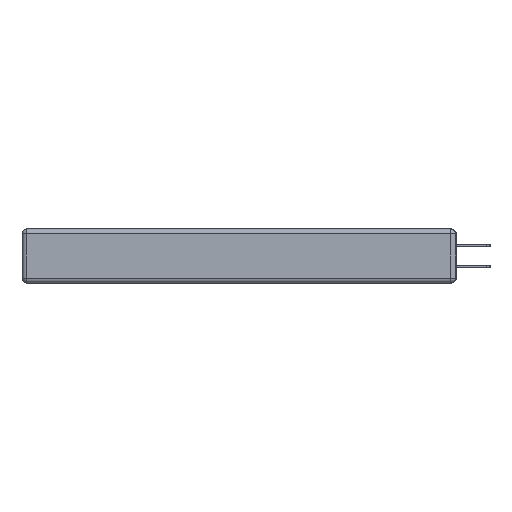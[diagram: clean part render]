
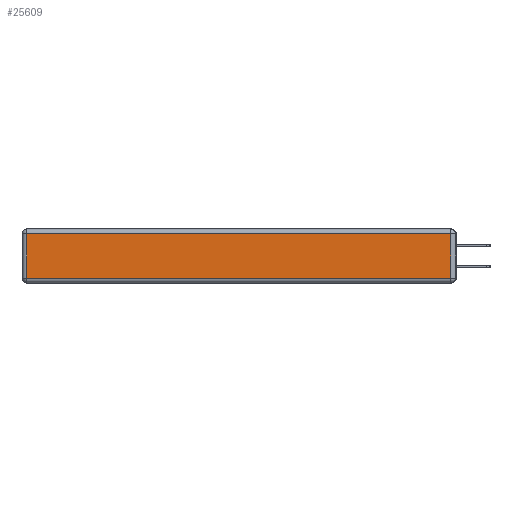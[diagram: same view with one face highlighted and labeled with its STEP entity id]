
A CAD part, left-side view. The second image highlights one B-rep face of the part: STEP entity #25609.
In plain terms, the highlighted planar face has unit normal (-1, 0, 0).
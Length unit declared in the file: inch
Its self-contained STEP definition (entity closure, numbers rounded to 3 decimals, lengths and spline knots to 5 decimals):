
#1491 = CARTESIAN_POINT ( 'NONE',  ( 0., 0., -0.343 ) ) ;
#1601 = PLANE ( 'NONE',  #12886 ) ;
#1705 = CARTESIAN_POINT ( 'NONE',  ( 0., 2.75, -0.03 ) ) ;
#2712 = EDGE_CURVE ( 'NONE', #12294, #10202, #29503, .T. ) ;
#4031 = EDGE_LOOP ( 'NONE', ( #24096, #27555, #18698, #23182 ) ) ;
#4127 = DIRECTION ( 'NONE',  ( 0., 0., 1. ) ) ;
#8637 = CARTESIAN_POINT ( 'NONE',  ( 0., 2.72, -0.03 ) ) ;
#9947 = LINE ( 'NONE', #13978, #10371 ) ;
#10202 = VERTEX_POINT ( 'NONE', #8637 ) ;
#10371 = VECTOR ( 'NONE', #24516, 39.37008 ) ;
#10688 = VERTEX_POINT ( 'NONE', #13552 ) ;
#11606 = DIRECTION ( 'NONE',  ( 0., 1., 0. ) ) ;
#11607 = DIRECTION ( 'NONE',  ( 0., 0., 1. ) ) ;
#12294 = VERTEX_POINT ( 'NONE', #27501 ) ;
#12886 = AXIS2_PLACEMENT_3D ( 'NONE', #1491, #19287, #4127 ) ;
#13034 = LINE ( 'NONE', #26680, #28849 ) ;
#13552 = CARTESIAN_POINT ( 'NONE',  ( 0., 0.03, -0.313 ) ) ;
#13978 = CARTESIAN_POINT ( 'NONE',  ( 0., 2.72, -0.343 ) ) ;
#15362 = EDGE_CURVE ( 'NONE', #10202, #19706, #9947, .T. ) ;
#15424 = CARTESIAN_POINT ( 'NONE',  ( 0., 0., -0.313 ) ) ;
#17859 = DIRECTION ( 'NONE',  ( 0., -1., 0. ) ) ;
#18698 = ORIENTED_EDGE ( 'NONE', *, *, #2712, .T. ) ;
#18845 = VECTOR ( 'NONE', #11606, 39.37008 ) ;
#19287 = DIRECTION ( 'NONE',  ( -1., 0., 0. ) ) ;
#19374 = CARTESIAN_POINT ( 'NONE',  ( 0., 2.72, -0.313 ) ) ;
#19706 = VERTEX_POINT ( 'NONE', #19374 ) ;
#23182 = ORIENTED_EDGE ( 'NONE', *, *, #15362, .T. ) ;
#24096 = ORIENTED_EDGE ( 'NONE', *, *, #32524, .T. ) ;
#24294 = FACE_OUTER_BOUND ( 'NONE', #4031, .T. ) ;
#24386 = VECTOR ( 'NONE', #17859, 39.37008 ) ;
#24516 = DIRECTION ( 'NONE',  ( 0., 0., -1. ) ) ;
#24665 = EDGE_CURVE ( 'NONE', #10688, #12294, #13034, .T. ) ;
#25113 = LINE ( 'NONE', #15424, #24386 ) ;
#25609 = ADVANCED_FACE ( 'NONE', ( #24294 ), #1601, .T. ) ;
#26680 = CARTESIAN_POINT ( 'NONE',  ( 0., 0.03, -0.343 ) ) ;
#27501 = CARTESIAN_POINT ( 'NONE',  ( 0., 0.03, -0.03 ) ) ;
#27555 = ORIENTED_EDGE ( 'NONE', *, *, #24665, .T. ) ;
#28849 = VECTOR ( 'NONE', #11607, 39.37008 ) ;
#29503 = LINE ( 'NONE', #1705, #18845 ) ;
#32524 = EDGE_CURVE ( 'NONE', #19706, #10688, #25113, .T. ) ;
